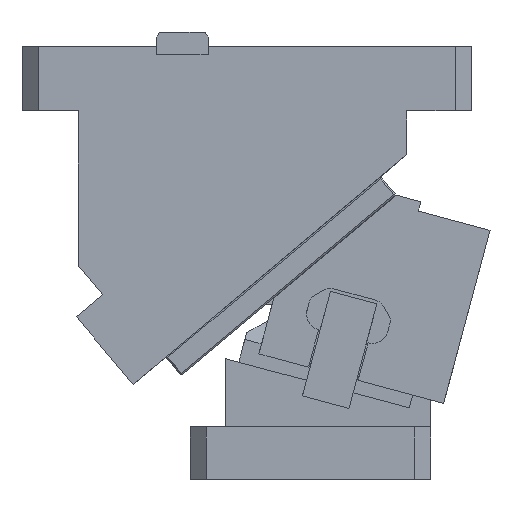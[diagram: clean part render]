
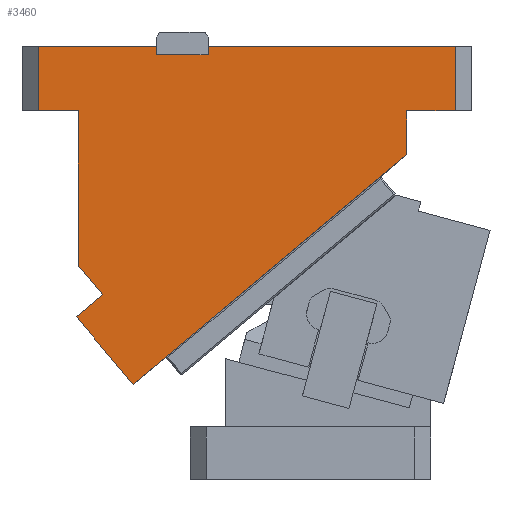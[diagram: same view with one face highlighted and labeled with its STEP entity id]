
A CAD part, front view. The second image highlights one B-rep face of the part: STEP entity #3460.
In plain terms, the highlighted planar face has unit normal (0, -1, 0).
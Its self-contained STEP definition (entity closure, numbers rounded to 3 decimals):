
#2596=CARTESIAN_POINT('Vertex',(-21.,-75.,278.)) ;
#2668=CARTESIAN_POINT('Vertex',(-95.,-75.,278.)) ;
#2671=CARTESIAN_POINT('Line Origine',(-58.,-75.,278.)) ;
#2858=CARTESIAN_POINT('Vertex',(-70.,-75.,238.)) ;
#2861=CARTESIAN_POINT('Line Origine',(-82.5,-75.,238.)) ;
#2865=CARTESIAN_POINT('Vertex',(-95.,-75.,238.)) ;
#3036=CARTESIAN_POINT('Line Origine',(-21.,-75.,275.5)) ;
#3040=CARTESIAN_POINT('Vertex',(-21.,-75.,273.)) ;
#3351=CARTESIAN_POINT('Line Origine',(-95.,-75.,258.)) ;
#3363=CARTESIAN_POINT('Axis2P3D Location',(-74.914,-75.,118.783)) ;
#3368=CARTESIAN_POINT('Line Origine',(-5.,-75.,273.)) ;
#3372=CARTESIAN_POINT('Vertex',(11.,-75.,273.)) ;
#3375=CARTESIAN_POINT('Line Origine',(-70.,-75.,189.854)) ;
#3379=CARTESIAN_POINT('Vertex',(-70.,-75.,141.708)) ;
#3382=CARTESIAN_POINT('Line Origine',(-62.318,-75.,132.553)) ;
#3386=CARTESIAN_POINT('Vertex',(-54.635,-75.,123.397)) ;
#3389=CARTESIAN_POINT('Line Origine',(-62.87,-75.,116.487)) ;
#3393=CARTESIAN_POINT('Vertex',(-71.105,-75.,109.578)) ;
#3396=CARTESIAN_POINT('Line Origine',(-53.429,-75.,88.511)) ;
#3400=CARTESIAN_POINT('Vertex',(-35.752,-75.,67.445)) ;
#3403=CARTESIAN_POINT('Line Origine',(49.624,-75.,139.084)) ;
#3407=CARTESIAN_POINT('Vertex',(135.,-75.,210.723)) ;
#3410=CARTESIAN_POINT('Line Origine',(135.,-75.,224.362)) ;
#3414=CARTESIAN_POINT('Vertex',(135.,-75.,238.)) ;
#3417=CARTESIAN_POINT('Line Origine',(150.,-75.,238.)) ;
#3421=CARTESIAN_POINT('Vertex',(165.,-75.,238.)) ;
#3424=CARTESIAN_POINT('Line Origine',(165.,-75.,258.)) ;
#3428=CARTESIAN_POINT('Vertex',(165.,-75.,278.)) ;
#3431=CARTESIAN_POINT('Line Origine',(88.,-75.,278.)) ;
#3435=CARTESIAN_POINT('Vertex',(11.,-75.,278.)) ;
#3438=CARTESIAN_POINT('Line Origine',(11.,-75.,275.5)) ;
#2672=DIRECTION('Vector Direction',(1.,0.,0.)) ;
#2862=DIRECTION('Vector Direction',(1.,0.,0.)) ;
#3037=DIRECTION('Vector Direction',(0.,0.,-1.)) ;
#3352=DIRECTION('Vector Direction',(0.,0.,1.)) ;
#3364=DIRECTION('Axis2P3D Direction',(0.,1.,0.)) ;
#3365=DIRECTION('Axis2P3D XDirection',(-0.766,0.,-0.643)) ;
#3369=DIRECTION('Vector Direction',(1.,0.,0.)) ;
#3376=DIRECTION('Vector Direction',(0.,0.,-1.)) ;
#3383=DIRECTION('Vector Direction',(-0.643,0.,0.766)) ;
#3390=DIRECTION('Vector Direction',(-0.766,0.,-0.643)) ;
#3397=DIRECTION('Vector Direction',(-0.643,0.,0.766)) ;
#3404=DIRECTION('Vector Direction',(-0.766,0.,-0.643)) ;
#3411=DIRECTION('Vector Direction',(0.,0.,-1.)) ;
#3418=DIRECTION('Vector Direction',(1.,0.,0.)) ;
#3425=DIRECTION('Vector Direction',(0.,0.,-1.)) ;
#3432=DIRECTION('Vector Direction',(1.,0.,0.)) ;
#3439=DIRECTION('Vector Direction',(0.,0.,1.)) ;
#3366=AXIS2_PLACEMENT_3D('Plane Axis2P3D',#3363,#3364,#3365) ;
#3444=ORIENTED_EDGE('',*,*,#3374,.F.) ;
#3445=ORIENTED_EDGE('',*,*,#3042,.F.) ;
#3446=ORIENTED_EDGE('',*,*,#2675,.F.) ;
#3447=ORIENTED_EDGE('',*,*,#3355,.F.) ;
#3448=ORIENTED_EDGE('',*,*,#2867,.F.) ;
#3449=ORIENTED_EDGE('',*,*,#3381,.T.) ;
#3450=ORIENTED_EDGE('',*,*,#3388,.F.) ;
#3451=ORIENTED_EDGE('',*,*,#3395,.T.) ;
#3452=ORIENTED_EDGE('',*,*,#3402,.T.) ;
#3453=ORIENTED_EDGE('',*,*,#3409,.F.) ;
#3454=ORIENTED_EDGE('',*,*,#3416,.F.) ;
#3455=ORIENTED_EDGE('',*,*,#3423,.F.) ;
#3456=ORIENTED_EDGE('',*,*,#3430,.F.) ;
#3457=ORIENTED_EDGE('',*,*,#3437,.F.) ;
#3458=ORIENTED_EDGE('',*,*,#3442,.F.) ;
#2673=VECTOR('Line Direction',#2672,1.) ;
#2863=VECTOR('Line Direction',#2862,1.) ;
#3038=VECTOR('Line Direction',#3037,1.) ;
#3353=VECTOR('Line Direction',#3352,1.) ;
#3370=VECTOR('Line Direction',#3369,1.) ;
#3377=VECTOR('Line Direction',#3376,1.) ;
#3384=VECTOR('Line Direction',#3383,1.) ;
#3391=VECTOR('Line Direction',#3390,1.) ;
#3398=VECTOR('Line Direction',#3397,1.) ;
#3405=VECTOR('Line Direction',#3404,1.) ;
#3412=VECTOR('Line Direction',#3411,1.) ;
#3419=VECTOR('Line Direction',#3418,1.) ;
#3426=VECTOR('Line Direction',#3425,1.) ;
#3433=VECTOR('Line Direction',#3432,1.) ;
#3440=VECTOR('Line Direction',#3439,1.) ;
#3460=ADVANCED_FACE('CAM HOLDER',(#3459),#3367,.F.) ;
#2675=EDGE_CURVE('',#2669,#2597,#2674,.T.) ;
#2867=EDGE_CURVE('',#2859,#2866,#2864,.F.) ;
#3042=EDGE_CURVE('',#2597,#3041,#3039,.T.) ;
#3355=EDGE_CURVE('',#2866,#2669,#3354,.T.) ;
#3374=EDGE_CURVE('',#3041,#3373,#3371,.T.) ;
#3381=EDGE_CURVE('',#2859,#3380,#3378,.T.) ;
#3388=EDGE_CURVE('',#3387,#3380,#3385,.T.) ;
#3395=EDGE_CURVE('',#3387,#3394,#3392,.T.) ;
#3402=EDGE_CURVE('',#3394,#3401,#3399,.F.) ;
#3409=EDGE_CURVE('',#3408,#3401,#3406,.T.) ;
#3416=EDGE_CURVE('',#3415,#3408,#3413,.T.) ;
#3423=EDGE_CURVE('',#3422,#3415,#3420,.F.) ;
#3430=EDGE_CURVE('',#3429,#3422,#3427,.T.) ;
#3437=EDGE_CURVE('',#3436,#3429,#3434,.T.) ;
#3442=EDGE_CURVE('',#3373,#3436,#3441,.T.) ;
#3443=EDGE_LOOP('',(#3444,#3445,#3446,#3447,#3448,#3449,#3450,#3451,#3452,#3453,#3454,#3455,#3456,#3457,#3458)) ;
#3459=FACE_OUTER_BOUND('',#3443,.T.) ;
#2674=LINE('Line',#2671,#2673) ;
#2864=LINE('Line',#2861,#2863) ;
#3039=LINE('Line',#3036,#3038) ;
#3354=LINE('Line',#3351,#3353) ;
#3371=LINE('Line',#3368,#3370) ;
#3378=LINE('Line',#3375,#3377) ;
#3385=LINE('Line',#3382,#3384) ;
#3392=LINE('Line',#3389,#3391) ;
#3399=LINE('Line',#3396,#3398) ;
#3406=LINE('Line',#3403,#3405) ;
#3413=LINE('Line',#3410,#3412) ;
#3420=LINE('Line',#3417,#3419) ;
#3427=LINE('Line',#3424,#3426) ;
#3434=LINE('Line',#3431,#3433) ;
#3441=LINE('Line',#3438,#3440) ;
#3367=PLANE('Plane',#3366) ;
#2597=VERTEX_POINT('',#2596) ;
#2669=VERTEX_POINT('',#2668) ;
#2859=VERTEX_POINT('',#2858) ;
#2866=VERTEX_POINT('',#2865) ;
#3041=VERTEX_POINT('',#3040) ;
#3373=VERTEX_POINT('',#3372) ;
#3380=VERTEX_POINT('',#3379) ;
#3387=VERTEX_POINT('',#3386) ;
#3394=VERTEX_POINT('',#3393) ;
#3401=VERTEX_POINT('',#3400) ;
#3408=VERTEX_POINT('',#3407) ;
#3415=VERTEX_POINT('',#3414) ;
#3422=VERTEX_POINT('',#3421) ;
#3429=VERTEX_POINT('',#3428) ;
#3436=VERTEX_POINT('',#3435) ;
